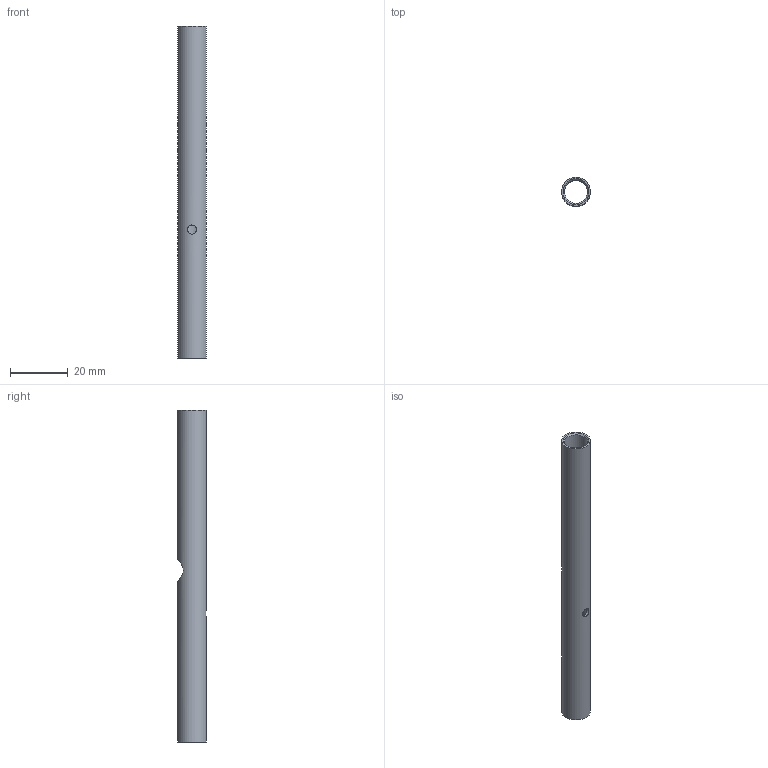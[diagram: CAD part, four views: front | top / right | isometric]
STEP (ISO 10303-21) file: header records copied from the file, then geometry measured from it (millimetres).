
FILE_DESCRIPTION(/* description */ (''),/* implementation_level */ '2;1');
FILE_NAME(/* name */ 'Axis2tube.step',/* time_stamp */ '2019-01-30T22:06:20+01:00',/* author */ (''),/* organization */ (''),/* preprocessor_version */ 'ST-DEVELOPER v17.2',/* originating_system */ 'Autodesk Translation Framework v7.6.0.251',/* authorisation */ '');
FILE_SCHEMA (('AUTOMOTIVE_DESIGN { 1 0 10303 214 3 1 1 }'));
Length unit declared in the file: millimetre
Products named in the file (1): Axis2tube
Bounding box: 10 x 10 x 115 mm (x, y, z)
Volume: 3181.9 mm3; surface area: 6465.3 mm2
Topology: 1 solids, 1 shells, 7 faces, 19 edges, 13 vertices
Faces by surface type: cylinder 4, plane 2, cone 1
Full cylindrical faces by diameter (mm): 3.15 x1, 8 x2, 10 x1
Entity records: 371 total; most frequent: CARTESIAN_POINT 150, ORIENTED_EDGE 38, DIRECTION 36, EDGE_CURVE 19, AXIS2_PLACEMENT_3D 15, VERTEX_POINT 13, EDGE_LOOP 12, FACE_OUTER_BOUND 7
